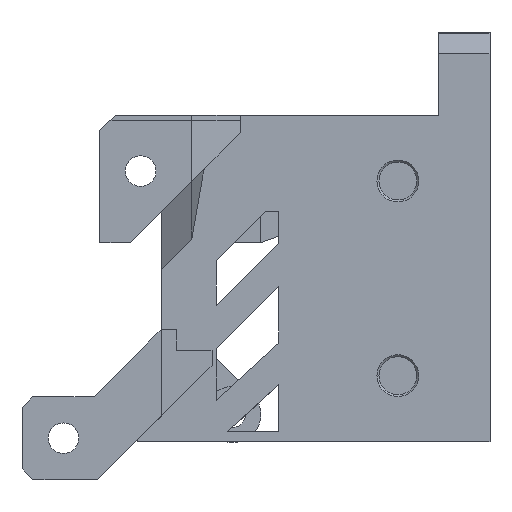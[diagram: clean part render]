
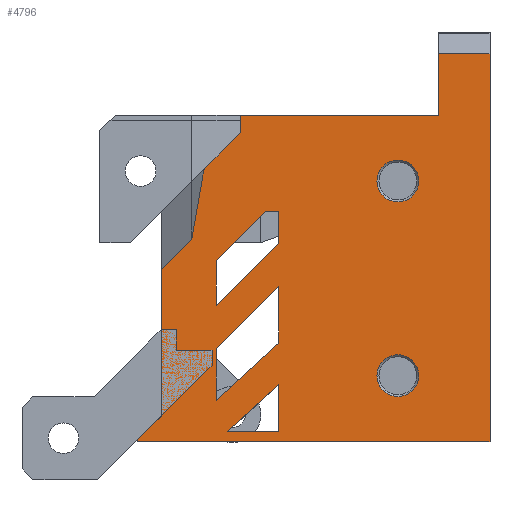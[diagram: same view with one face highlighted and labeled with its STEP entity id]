
A CAD part, left-side view. The second image highlights one B-rep face of the part: STEP entity #4796.
In plain terms, the highlighted planar face has unit normal (-1, 0, 0).
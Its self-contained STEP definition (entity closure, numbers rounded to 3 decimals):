
#234=FACE_BOUND('',#708,.T.);
#235=FACE_BOUND('',#709,.T.);
#236=FACE_BOUND('',#710,.T.);
#237=FACE_BOUND('',#711,.T.);
#238=FACE_BOUND('',#712,.T.);
#299=CIRCLE('',#5160,2.05);
#300=CIRCLE('',#5161,2.05);
#426=FACE_OUTER_BOUND('',#707,.T.);
#707=EDGE_LOOP('',(#3560,#3561,#3562,#3563,#3564,#3565,#3566,#3567,#3568,
#3569,#3570,#3571,#3572,#3573));
#708=EDGE_LOOP('',(#3574,#3575,#3576));
#709=EDGE_LOOP('',(#3577));
#710=EDGE_LOOP('',(#3578));
#711=EDGE_LOOP('',(#3579,#3580,#3581,#3582,#3583));
#712=EDGE_LOOP('',(#3584,#3585,#3586,#3587));
#1099=LINE('',#7008,#1642);
#1137=LINE('',#7105,#1680);
#1138=LINE('',#7107,#1681);
#1139=LINE('',#7109,#1682);
#1140=LINE('',#7111,#1683);
#1141=LINE('',#7113,#1684);
#1142=LINE('',#7115,#1685);
#1143=LINE('',#7117,#1686);
#1144=LINE('',#7119,#1687);
#1145=LINE('',#7121,#1688);
#1146=LINE('',#7123,#1689);
#1147=LINE('',#7125,#1690);
#1148=LINE('',#7127,#1691);
#1149=LINE('',#7128,#1692);
#1150=LINE('',#7131,#1693);
#1151=LINE('',#7133,#1694);
#1152=LINE('',#7134,#1695);
#1153=LINE('',#7141,#1696);
#1154=LINE('',#7143,#1697);
#1155=LINE('',#7145,#1698);
#1156=LINE('',#7147,#1699);
#1157=LINE('',#7148,#1700);
#1158=LINE('',#7151,#1701);
#1159=LINE('',#7153,#1702);
#1160=LINE('',#7155,#1703);
#1161=LINE('',#7156,#1704);
#1642=VECTOR('',#5757,10.);
#1680=VECTOR('',#5823,10.);
#1681=VECTOR('',#5826,10.);
#1682=VECTOR('',#5829,10.);
#1683=VECTOR('',#5830,10.);
#1684=VECTOR('',#5831,10.);
#1685=VECTOR('',#5832,10.);
#1686=VECTOR('',#5833,10.);
#1687=VECTOR('',#5834,10.);
#1688=VECTOR('',#5835,10.);
#1689=VECTOR('',#5836,10.);
#1690=VECTOR('',#5837,10.);
#1691=VECTOR('',#5838,10.);
#1692=VECTOR('',#5839,10.);
#1693=VECTOR('',#5840,10.);
#1694=VECTOR('',#5841,10.);
#1695=VECTOR('',#5842,10.);
#1696=VECTOR('',#5847,10.);
#1697=VECTOR('',#5848,10.);
#1698=VECTOR('',#5849,10.);
#1699=VECTOR('',#5850,10.);
#1700=VECTOR('',#5851,10.);
#1701=VECTOR('',#5852,10.);
#1702=VECTOR('',#5853,10.);
#1703=VECTOR('',#5854,10.);
#1704=VECTOR('',#5855,10.);
#2119=VERTEX_POINT('',#6954);
#2123=VERTEX_POINT('',#6963);
#2138=VERTEX_POINT('',#7005);
#2139=VERTEX_POINT('',#7007);
#2184=VERTEX_POINT('',#7103);
#2185=VERTEX_POINT('',#7110);
#2186=VERTEX_POINT('',#7112);
#2187=VERTEX_POINT('',#7114);
#2188=VERTEX_POINT('',#7116);
#2189=VERTEX_POINT('',#7118);
#2190=VERTEX_POINT('',#7120);
#2191=VERTEX_POINT('',#7122);
#2192=VERTEX_POINT('',#7124);
#2193=VERTEX_POINT('',#7126);
#2194=VERTEX_POINT('',#7129);
#2195=VERTEX_POINT('',#7130);
#2196=VERTEX_POINT('',#7132);
#2197=VERTEX_POINT('',#7135);
#2198=VERTEX_POINT('',#7137);
#2199=VERTEX_POINT('',#7139);
#2200=VERTEX_POINT('',#7140);
#2201=VERTEX_POINT('',#7142);
#2202=VERTEX_POINT('',#7144);
#2203=VERTEX_POINT('',#7146);
#2204=VERTEX_POINT('',#7149);
#2205=VERTEX_POINT('',#7150);
#2206=VERTEX_POINT('',#7152);
#2207=VERTEX_POINT('',#7154);
#2643=EDGE_CURVE('',#2138,#2139,#1099,.T.);
#2692=EDGE_CURVE('',#2138,#2184,#1137,.T.);
#2693=EDGE_CURVE('',#2184,#2119,#1138,.T.);
#2694=EDGE_CURVE('',#2119,#2123,#1139,.T.);
#2695=EDGE_CURVE('',#2123,#2185,#1140,.T.);
#2696=EDGE_CURVE('',#2185,#2186,#1141,.T.);
#2697=EDGE_CURVE('',#2186,#2187,#1142,.T.);
#2698=EDGE_CURVE('',#2187,#2188,#1143,.T.);
#2699=EDGE_CURVE('',#2188,#2189,#1144,.T.);
#2700=EDGE_CURVE('',#2189,#2190,#1145,.T.);
#2701=EDGE_CURVE('',#2190,#2191,#1146,.T.);
#2702=EDGE_CURVE('',#2192,#2191,#1147,.T.);
#2703=EDGE_CURVE('',#2193,#2192,#1148,.T.);
#2704=EDGE_CURVE('',#2193,#2139,#1149,.T.);
#2705=EDGE_CURVE('',#2194,#2195,#1150,.T.);
#2706=EDGE_CURVE('',#2195,#2196,#1151,.T.);
#2707=EDGE_CURVE('',#2196,#2194,#1152,.T.);
#2708=EDGE_CURVE('',#2197,#2197,#299,.T.);
#2709=EDGE_CURVE('',#2198,#2198,#300,.T.);
#2710=EDGE_CURVE('',#2199,#2200,#1153,.T.);
#2711=EDGE_CURVE('',#2200,#2201,#1154,.T.);
#2712=EDGE_CURVE('',#2201,#2202,#1155,.T.);
#2713=EDGE_CURVE('',#2202,#2203,#1156,.T.);
#2714=EDGE_CURVE('',#2203,#2199,#1157,.T.);
#2715=EDGE_CURVE('',#2204,#2205,#1158,.T.);
#2716=EDGE_CURVE('',#2205,#2206,#1159,.T.);
#2717=EDGE_CURVE('',#2206,#2207,#1160,.T.);
#2718=EDGE_CURVE('',#2207,#2204,#1161,.T.);
#3560=ORIENTED_EDGE('',*,*,#2692,.T.);
#3561=ORIENTED_EDGE('',*,*,#2693,.T.);
#3562=ORIENTED_EDGE('',*,*,#2694,.T.);
#3563=ORIENTED_EDGE('',*,*,#2695,.T.);
#3564=ORIENTED_EDGE('',*,*,#2696,.T.);
#3565=ORIENTED_EDGE('',*,*,#2697,.T.);
#3566=ORIENTED_EDGE('',*,*,#2698,.T.);
#3567=ORIENTED_EDGE('',*,*,#2699,.T.);
#3568=ORIENTED_EDGE('',*,*,#2700,.T.);
#3569=ORIENTED_EDGE('',*,*,#2701,.T.);
#3570=ORIENTED_EDGE('',*,*,#2702,.F.);
#3571=ORIENTED_EDGE('',*,*,#2703,.F.);
#3572=ORIENTED_EDGE('',*,*,#2704,.T.);
#3573=ORIENTED_EDGE('',*,*,#2643,.F.);
#3574=ORIENTED_EDGE('',*,*,#2705,.T.);
#3575=ORIENTED_EDGE('',*,*,#2706,.T.);
#3576=ORIENTED_EDGE('',*,*,#2707,.T.);
#3577=ORIENTED_EDGE('',*,*,#2708,.F.);
#3578=ORIENTED_EDGE('',*,*,#2709,.F.);
#3579=ORIENTED_EDGE('',*,*,#2710,.T.);
#3580=ORIENTED_EDGE('',*,*,#2711,.T.);
#3581=ORIENTED_EDGE('',*,*,#2712,.T.);
#3582=ORIENTED_EDGE('',*,*,#2713,.T.);
#3583=ORIENTED_EDGE('',*,*,#2714,.T.);
#3584=ORIENTED_EDGE('',*,*,#2715,.T.);
#3585=ORIENTED_EDGE('',*,*,#2716,.T.);
#3586=ORIENTED_EDGE('',*,*,#2717,.T.);
#3587=ORIENTED_EDGE('',*,*,#2718,.T.);
#4582=PLANE('',#5159);
#4796=ADVANCED_FACE('',(#426,#234,#235,#236,#237,#238),#4582,.T.);
#5159=AXIS2_PLACEMENT_3D('',#7108,#5827,#5828);
#5160=AXIS2_PLACEMENT_3D('',#7136,#5843,#5844);
#5161=AXIS2_PLACEMENT_3D('',#7138,#5845,#5846);
#5757=DIRECTION('',(0.,-1.,0.));
#5823=DIRECTION('',(0.,0.,-1.));
#5826=DIRECTION('',(0.,1.,0.));
#5827=DIRECTION('center_axis',(-1.,0.,0.));
#5828=DIRECTION('ref_axis',(0.,0.,-1.));
#5829=DIRECTION('',(0.,1.,0.));
#5830=DIRECTION('',(0.,-0.928,-0.371));
#5831=DIRECTION('',(0.,0.,-1.));
#5832=DIRECTION('',(0.,0.707,-0.707));
#5833=DIRECTION('',(0.,0.,-1.));
#5834=DIRECTION('',(0.,0.707,-0.707));
#5835=DIRECTION('',(0.,0.,-1.));
#5836=DIRECTION('',(0.,-1.,0.));
#5837=DIRECTION('',(0.,0.,-1.));
#5838=DIRECTION('',(0.,-1.,0.));
#5839=DIRECTION('',(0.,0.,-1.));
#5840=DIRECTION('',(0.,-0.737,0.676));
#5841=DIRECTION('',(0.,0.,-1.));
#5842=DIRECTION('',(0.,1.,0.));
#5843=DIRECTION('center_axis',(-1.,0.,0.));
#5844=DIRECTION('ref_axis',(0.,-1.,0.));
#5845=DIRECTION('center_axis',(-1.,0.,0.));
#5846=DIRECTION('ref_axis',(0.,-1.,0.));
#5847=DIRECTION('',(0.,0.,1.));
#5848=DIRECTION('',(0.,-0.707,0.707));
#5849=DIRECTION('',(0.,-1.,0.));
#5850=DIRECTION('',(0.,0.,-1.));
#5851=DIRECTION('',(0.,0.707,-0.707));
#5852=DIRECTION('',(0.,-0.707,0.707));
#5853=DIRECTION('',(0.,0.,-1.));
#5854=DIRECTION('',(0.,0.737,-0.676));
#5855=DIRECTION('',(0.,0.,1.));
#6954=CARTESIAN_POINT('',(-20.,-0.3,5.5));
#6963=CARTESIAN_POINT('',(-20.,-0.276,5.5));
#7005=CARTESIAN_POINT('',(-20.,-10.043,6.));
#7007=CARTESIAN_POINT('',(-20.,-29.5,6.));
#7008=CARTESIAN_POINT('',(-20.,0.,6.));
#7103=CARTESIAN_POINT('',(-20.,-10.043,5.5));
#7105=CARTESIAN_POINT('',(-20.,-10.043,5.75));
#7107=CARTESIAN_POINT('',(-20.,0.,5.5));
#7108=CARTESIAN_POINT('Origin',(-20.,0.,6.));
#7109=CARTESIAN_POINT('',(-20.,0.,5.5));
#7110=CARTESIAN_POINT('',(-20.,-5.276,3.5));
#7111=CARTESIAN_POINT('',(-20.,-2.571,4.582));
#7112=CARTESIAN_POINT('',(-20.,-5.276,-0.5));
#7113=CARTESIAN_POINT('',(-20.,-5.276,2.75));
#7114=CARTESIAN_POINT('',(-20.,-2.276,-3.5));
#7115=CARTESIAN_POINT('',(-20.,-4.082,-1.694));
#7116=CARTESIAN_POINT('',(-20.,-2.276,-23.527));
#7117=CARTESIAN_POINT('',(-20.,-2.276,-8.763));
#7118=CARTESIAN_POINT('',(-20.,0.,-25.803));
#7119=CARTESIAN_POINT('',(-20.,-6.089,-19.714));
#7120=CARTESIAN_POINT('',(-20.,0.,-26.));
#7121=CARTESIAN_POINT('',(-20.,0.,6.));
#7122=CARTESIAN_POINT('',(-20.,-34.5,-26.));
#7123=CARTESIAN_POINT('',(-20.,0.,-26.));
#7124=CARTESIAN_POINT('',(-20.,-34.5,12.));
#7125=CARTESIAN_POINT('',(-20.,-34.5,14.));
#7126=CARTESIAN_POINT('',(-20.,-29.5,12.));
#7127=CARTESIAN_POINT('',(-20.,-14.75,12.));
#7128=CARTESIAN_POINT('',(-20.,-29.5,14.));
#7129=CARTESIAN_POINT('',(-20.,-8.8,-25.));
#7130=CARTESIAN_POINT('',(-20.,-13.8,-20.417));
#7131=CARTESIAN_POINT('',(-20.,-16.63,-17.823));
#7132=CARTESIAN_POINT('',(-20.,-13.8,-25.));
#7133=CARTESIAN_POINT('',(-20.,-13.8,-9.5));
#7134=CARTESIAN_POINT('',(-20.,-4.4,-25.));
#7135=CARTESIAN_POINT('',(-20.,-23.425,-0.465));
#7136=CARTESIAN_POINT('Origin',(-20.,-25.475,-0.465));
#7137=CARTESIAN_POINT('',(-20.,-23.425,-19.535));
#7138=CARTESIAN_POINT('Origin',(-20.,-25.475,-19.535));
#7139=CARTESIAN_POINT('',(-20.,-7.7,-12.65));
#7140=CARTESIAN_POINT('',(-20.,-7.7,-8.25));
#7141=CARTESIAN_POINT('',(-20.,-7.7,-1.125));
#7142=CARTESIAN_POINT('',(-20.,-12.5,-3.45));
#7143=CARTESIAN_POINT('',(-20.,-11.738,-4.212));
#7144=CARTESIAN_POINT('',(-20.,-13.8,-3.45));
#7145=CARTESIAN_POINT('',(-20.,-6.9,-3.45));
#7146=CARTESIAN_POINT('',(-20.,-13.8,-6.55));
#7147=CARTESIAN_POINT('',(-20.,-13.8,-0.275));
#7148=CARTESIAN_POINT('',(-20.,-10.438,-9.912));
#7149=CARTESIAN_POINT('',(-20.,-7.7,-16.893));
#7150=CARTESIAN_POINT('',(-20.,-13.8,-10.793));
#7151=CARTESIAN_POINT('',(-20.,-14.548,-10.044));
#7152=CARTESIAN_POINT('',(-20.,-13.8,-16.347));
#7153=CARTESIAN_POINT('',(-20.,-13.8,-5.174));
#7154=CARTESIAN_POINT('',(-20.,-7.7,-21.939));
#7155=CARTESIAN_POINT('',(-20.,-12.566,-17.478));
#7156=CARTESIAN_POINT('',(-20.,-7.7,-5.446));
